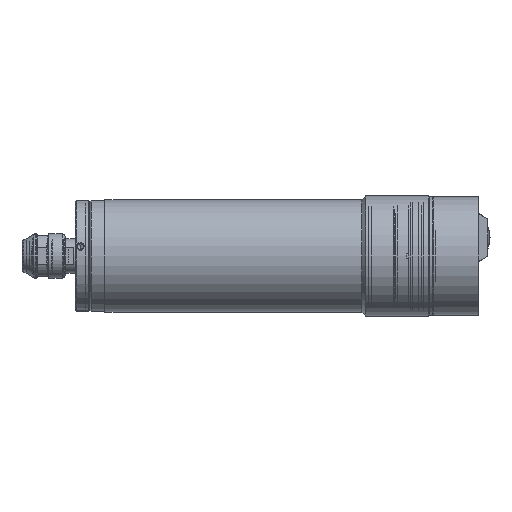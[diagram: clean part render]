
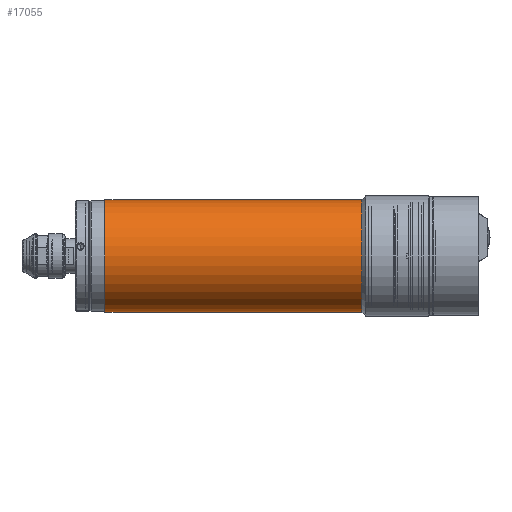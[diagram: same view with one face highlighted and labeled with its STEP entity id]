
A CAD part, front view. The second image highlights one B-rep face of the part: STEP entity #17055.
In plain terms, the highlighted cylindrical face has radius 15 mm (diameter 30 mm), a partial arc.
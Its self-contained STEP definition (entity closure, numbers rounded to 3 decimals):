
#66 = ORIENTED_EDGE ( 'NONE', *, *, #17664, .F. ) ;
#610 = AXIS2_PLACEMENT_3D ( 'NONE', #11393, #16645, #16908 ) ;
#887 = AXIS2_PLACEMENT_3D ( 'NONE', #6054, #4802, #14361 ) ;
#2076 = DIRECTION ( 'NONE',  ( 1., 0., 0. ) ) ;
#2252 = CARTESIAN_POINT ( 'NONE',  ( -74.134, 0., -15. ) ) ;
#3303 = VERTEX_POINT ( 'NONE', #15104 ) ;
#3749 = AXIS2_PLACEMENT_3D ( 'NONE', #7234, #7144, #16805 ) ;
#4255 = ORIENTED_EDGE ( 'NONE', *, *, #17089, .T. ) ;
#4599 = VERTEX_POINT ( 'NONE', #12430 ) ;
#4802 = DIRECTION ( 'NONE',  ( -1., 0., 0. ) ) ;
#5638 = DIRECTION ( 'NONE',  ( 1., 0., 0. ) ) ;
#5783 = VERTEX_POINT ( 'NONE', #12433 ) ;
#6054 = CARTESIAN_POINT ( 'NONE',  ( -0.734, 0., 0. ) ) ;
#6294 = EDGE_CURVE ( 'NONE', #3303, #9177, #7787, .T. ) ;
#7144 = DIRECTION ( 'NONE',  ( 1., 0., 0. ) ) ;
#7234 = CARTESIAN_POINT ( 'NONE',  ( -74.134, 0., 0. ) ) ;
#7787 = CIRCLE ( 'NONE', #610, 15. ) ;
#8632 = CIRCLE ( 'NONE', #887, 15. ) ;
#8770 = ORIENTED_EDGE ( 'NONE', *, *, #6294, .F. ) ;
#9177 = VERTEX_POINT ( 'NONE', #12254 ) ;
#9702 = LINE ( 'NONE', #15393, #13720 ) ;
#10188 = CYLINDRICAL_SURFACE ( 'NONE', #3749, 15. ) ;
#10485 = VECTOR ( 'NONE', #2076, 1000. ) ;
#11393 = CARTESIAN_POINT ( 'NONE',  ( -69.134, 0., 0. ) ) ;
#12254 = CARTESIAN_POINT ( 'NONE',  ( -69.134, 0., 15. ) ) ;
#12430 = CARTESIAN_POINT ( 'NONE',  ( -0.734, 0., -15. ) ) ;
#12433 = CARTESIAN_POINT ( 'NONE',  ( -0.734, 0., 15. ) ) ;
#13014 = FACE_OUTER_BOUND ( 'NONE', #13234, .T. ) ;
#13234 = EDGE_LOOP ( 'NONE', ( #8770, #15515, #4255, #66 ) ) ;
#13720 = VECTOR ( 'NONE', #5638, 1000. ) ;
#14361 = DIRECTION ( 'NONE',  ( 0., 0., 1. ) ) ;
#14413 = LINE ( 'NONE', #2252, #10485 ) ;
#15104 = CARTESIAN_POINT ( 'NONE',  ( -69.134, 0., -15. ) ) ;
#15393 = CARTESIAN_POINT ( 'NONE',  ( -74.134, 0., 15. ) ) ;
#15515 = ORIENTED_EDGE ( 'NONE', *, *, #17450, .T. ) ;
#16645 = DIRECTION ( 'NONE',  ( -1., 0., 0. ) ) ;
#16805 = DIRECTION ( 'NONE',  ( 0., 0., 1. ) ) ;
#16908 = DIRECTION ( 'NONE',  ( 0., 0., 1. ) ) ;
#17055 = ADVANCED_FACE ( 'NONE', ( #13014 ), #10188, .T. ) ;
#17089 = EDGE_CURVE ( 'NONE', #4599, #5783, #8632, .T. ) ;
#17450 = EDGE_CURVE ( 'NONE', #3303, #4599, #14413, .T. ) ;
#17664 = EDGE_CURVE ( 'NONE', #9177, #5783, #9702, .T. ) ;
